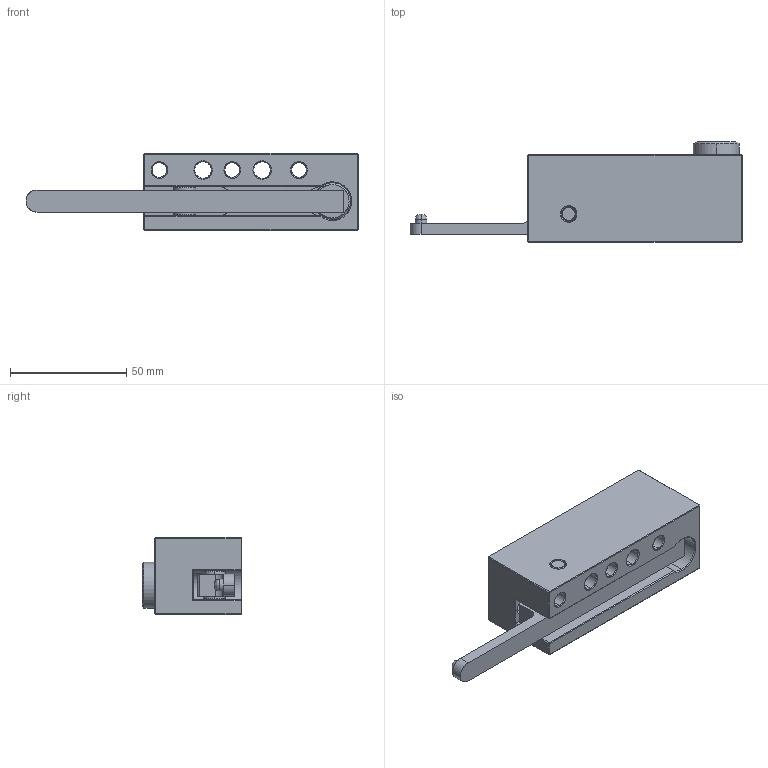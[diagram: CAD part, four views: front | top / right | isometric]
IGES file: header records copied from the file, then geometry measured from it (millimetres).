
Start section: SolidWorks IGES file using analytic representation for surfaces
Global section: file name: TR403-31.IGS; native system: SolidWorks 2007; preprocessor: SolidWorks 2007; author: tmiller; date: 080913.152310; units: inch
Bounding box: 142.81 x 43 x 33.34 mm (x, y, z)
Surface area: 33652.9 mm2 (no closed solid volume)
Topology: 0 solids, 0 shells, 493 faces, 4117 edges, 4117 vertices
Faces by surface type: bspline 390, revolution 103
